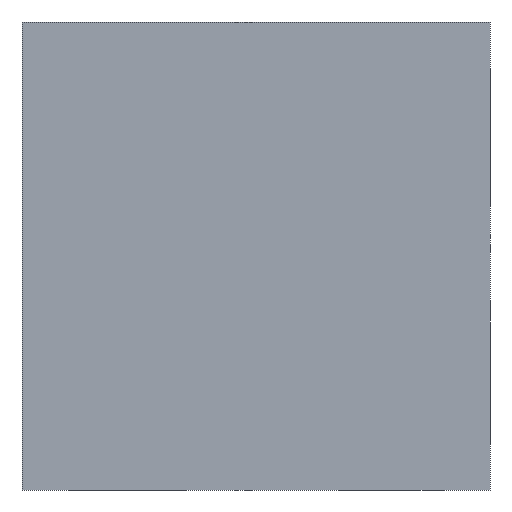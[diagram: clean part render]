
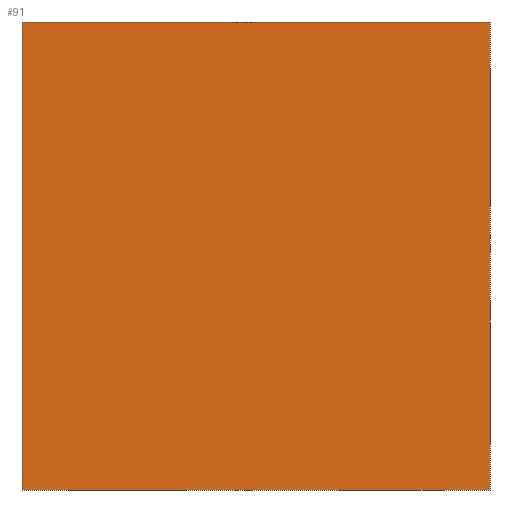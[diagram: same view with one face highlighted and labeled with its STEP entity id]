
A CAD part, front view. The second image highlights one B-rep face of the part: STEP entity #91.
In plain terms, the highlighted planar face has unit normal (0, -1, 0).
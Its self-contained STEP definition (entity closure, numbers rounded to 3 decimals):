
#6 = AXIS2_PLACEMENT_3D ( 'NONE', #601, #1636, #996 ) ;
#60 = VERTEX_POINT ( 'NONE', #1624 ) ;
#65 = CARTESIAN_POINT ( 'NONE',  ( 0., 0., -100. ) ) ;
#67 = FACE_OUTER_BOUND ( 'NONE', #683, .T. ) ;
#91 = ADVANCED_FACE ( 'NONE', ( #67 ), #841, .T. ) ;
#102 = CARTESIAN_POINT ( 'NONE',  ( 100., 0., 0. ) ) ;
#214 = VECTOR ( 'NONE', #874, 1000. ) ;
#272 = EDGE_CURVE ( 'NONE', #1291, #60, #1528, .T. ) ;
#386 = CARTESIAN_POINT ( 'NONE',  ( 0., 0., 0. ) ) ;
#464 = VECTOR ( 'NONE', #1042, 1000. ) ;
#476 = LINE ( 'NONE', #1628, #1287 ) ;
#506 = LINE ( 'NONE', #1279, #464 ) ;
#601 = CARTESIAN_POINT ( 'NONE',  ( 0., 0., 0. ) ) ;
#652 = VECTOR ( 'NONE', #1273, 1000. ) ;
#683 = EDGE_LOOP ( 'NONE', ( #1632, #851, #938, #1309 ) ) ;
#841 = PLANE ( 'NONE',  #6 ) ;
#847 = CARTESIAN_POINT ( 'NONE',  ( 100., 0., -100. ) ) ;
#851 = ORIENTED_EDGE ( 'NONE', *, *, #1420, .F. ) ;
#874 = DIRECTION ( 'NONE',  ( 0., 0., -1. ) ) ;
#938 = ORIENTED_EDGE ( 'NONE', *, *, #1497, .F. ) ;
#996 = DIRECTION ( 'NONE',  ( 0., 0., -1. ) ) ;
#1042 = DIRECTION ( 'NONE',  ( 0., 0., 1. ) ) ;
#1123 = EDGE_CURVE ( 'NONE', #1334, #1291, #506, .T. ) ;
#1271 = LINE ( 'NONE', #102, #214 ) ;
#1273 = DIRECTION ( 'NONE',  ( 1., 0., 0. ) ) ;
#1279 = CARTESIAN_POINT ( 'NONE',  ( 0., 0., 0. ) ) ;
#1287 = VECTOR ( 'NONE', #1521, 1000. ) ;
#1291 = VERTEX_POINT ( 'NONE', #1337 ) ;
#1309 = ORIENTED_EDGE ( 'NONE', *, *, #272, .F. ) ;
#1334 = VERTEX_POINT ( 'NONE', #65 ) ;
#1337 = CARTESIAN_POINT ( 'NONE',  ( 0., 0., 0. ) ) ;
#1420 = EDGE_CURVE ( 'NONE', #1589, #1334, #476, .T. ) ;
#1497 = EDGE_CURVE ( 'NONE', #60, #1589, #1271, .T. ) ;
#1521 = DIRECTION ( 'NONE',  ( -1., 0., 0. ) ) ;
#1528 = LINE ( 'NONE', #386, #652 ) ;
#1589 = VERTEX_POINT ( 'NONE', #847 ) ;
#1624 = CARTESIAN_POINT ( 'NONE',  ( 100., 0., 0. ) ) ;
#1628 = CARTESIAN_POINT ( 'NONE',  ( 0., 0., -100. ) ) ;
#1632 = ORIENTED_EDGE ( 'NONE', *, *, #1123, .F. ) ;
#1636 = DIRECTION ( 'NONE',  ( 0., -1., 0. ) ) ;
